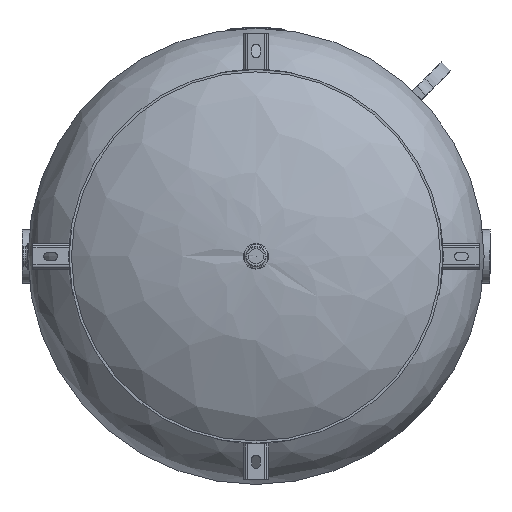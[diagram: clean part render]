
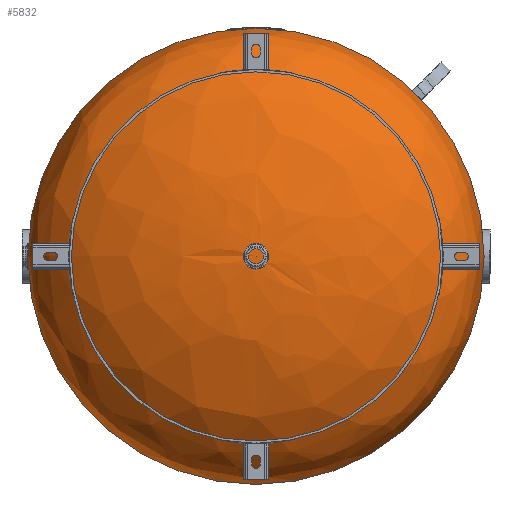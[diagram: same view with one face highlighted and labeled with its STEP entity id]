
A CAD part, front view. The second image highlights one B-rep face of the part: STEP entity #5832.
In plain terms, the highlighted free-form (B-spline) face has degree [2, 2] with [3, 9] control points.
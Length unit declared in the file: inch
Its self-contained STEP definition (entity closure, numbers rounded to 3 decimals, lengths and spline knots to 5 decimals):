
#133=ELLIPSE('',#6493,18.,9.1875);
#191=(
BOUNDED_SURFACE()
B_SPLINE_SURFACE(2,2,((#9680,#9681,#9682,#9683,#9684,#9685,#9686,#9687,
#9688),(#9689,#9690,#9691,#9692,#9693,#9694,#9695,#9696,#9697),(#9698,#9699,
#9700,#9701,#9702,#9703,#9704,#9705,#9706)),.UNSPECIFIED.,.F.,.T.,.F.)
B_SPLINE_SURFACE_WITH_KNOTS((3,3),(3,2,2,2,3),(0.,1.5708),(0.,
1.5708,3.14159,4.71239,6.28319),
 .UNSPECIFIED.)
GEOMETRIC_REPRESENTATION_ITEM()
RATIONAL_B_SPLINE_SURFACE(((1.,0.707,1.,0.707,1.,
0.707,1.,0.707,1.),(0.707,0.5,0.707,
0.5,0.707,0.5,0.707,0.5,0.707),(1.,
0.707,1.,0.707,1.,0.707,1.,0.707,
1.)))
REPRESENTATION_ITEM('')
SURFACE()
);
#386=CIRCLE('',#6483,18.);
#387=CIRCLE('',#6484,18.);
#886=FACE_OUTER_BOUND('',#1218,.T.);
#1218=EDGE_LOOP('',(#4113,#4114,#4115,#4116));
#2499=VERTEX_POINT('',#9661);
#2500=VERTEX_POINT('',#9663);
#2506=VERTEX_POINT('',#9707);
#3133=EDGE_CURVE('',#2499,#2500,#386,.T.);
#3134=EDGE_CURVE('',#2500,#2499,#387,.T.);
#3142=EDGE_CURVE('',#2506,#2500,#133,.T.);
#4113=ORIENTED_EDGE('',*,*,#3142,.T.);
#4114=ORIENTED_EDGE('',*,*,#3133,.F.);
#4115=ORIENTED_EDGE('',*,*,#3134,.F.);
#4116=ORIENTED_EDGE('',*,*,#3142,.F.);
#5832=ADVANCED_FACE('',(#886),#191,.T.);
#6483=AXIS2_PLACEMENT_3D('',#9664,#7259,#7260);
#6484=AXIS2_PLACEMENT_3D('',#9665,#7261,#7262);
#6493=AXIS2_PLACEMENT_3D('',#9708,#7280,#7281);
#7259=DIRECTION('center_axis',(0.,-1.,0.));
#7260=DIRECTION('ref_axis',(1.,0.,0.));
#7261=DIRECTION('center_axis',(0.,-1.,0.));
#7262=DIRECTION('ref_axis',(1.,0.,0.));
#7280=DIRECTION('center_axis',(0.,0.,-1.));
#7281=DIRECTION('ref_axis',(1.,0.,0.));
#9661=CARTESIAN_POINT('',(-18.,0.,0.));
#9663=CARTESIAN_POINT('',(18.,0.,0.));
#9664=CARTESIAN_POINT('Origin',(0.,0.,0.));
#9665=CARTESIAN_POINT('Origin',(0.,0.,0.));
#9680=CARTESIAN_POINT('Ctrl Pts',(18.,0.,0.));
#9681=CARTESIAN_POINT('Ctrl Pts',(18.,0.,18.));
#9682=CARTESIAN_POINT('Ctrl Pts',(0.,0.,18.));
#9683=CARTESIAN_POINT('Ctrl Pts',(-18.,0.,18.));
#9684=CARTESIAN_POINT('Ctrl Pts',(-18.,0.,0.));
#9685=CARTESIAN_POINT('Ctrl Pts',(-18.,0.,-18.));
#9686=CARTESIAN_POINT('Ctrl Pts',(0.,0.,-18.));
#9687=CARTESIAN_POINT('Ctrl Pts',(18.,0.,-18.));
#9688=CARTESIAN_POINT('Ctrl Pts',(18.,0.,0.));
#9689=CARTESIAN_POINT('Ctrl Pts',(18.,9.1875,0.));
#9690=CARTESIAN_POINT('Ctrl Pts',(18.,9.1875,18.));
#9691=CARTESIAN_POINT('Ctrl Pts',(0.,9.1875,18.));
#9692=CARTESIAN_POINT('Ctrl Pts',(-18.,9.1875,18.));
#9693=CARTESIAN_POINT('Ctrl Pts',(-18.,9.1875,0.));
#9694=CARTESIAN_POINT('Ctrl Pts',(-18.,9.1875,-18.));
#9695=CARTESIAN_POINT('Ctrl Pts',(0.,9.1875,-18.));
#9696=CARTESIAN_POINT('Ctrl Pts',(18.,9.1875,-18.));
#9697=CARTESIAN_POINT('Ctrl Pts',(18.,9.1875,0.));
#9698=CARTESIAN_POINT('Ctrl Pts',(0.,9.1875,0.));
#9699=CARTESIAN_POINT('Ctrl Pts',(0.,9.1875,0.));
#9700=CARTESIAN_POINT('Ctrl Pts',(0.,9.1875,0.));
#9701=CARTESIAN_POINT('Ctrl Pts',(0.,9.1875,0.));
#9702=CARTESIAN_POINT('Ctrl Pts',(0.,9.1875,0.));
#9703=CARTESIAN_POINT('Ctrl Pts',(0.,9.1875,0.));
#9704=CARTESIAN_POINT('Ctrl Pts',(0.,9.1875,0.));
#9705=CARTESIAN_POINT('Ctrl Pts',(0.,9.1875,0.));
#9706=CARTESIAN_POINT('Ctrl Pts',(0.,9.1875,0.));
#9707=CARTESIAN_POINT('',(0.,9.1875,0.));
#9708=CARTESIAN_POINT('Origin',(0.,0.,0.));
